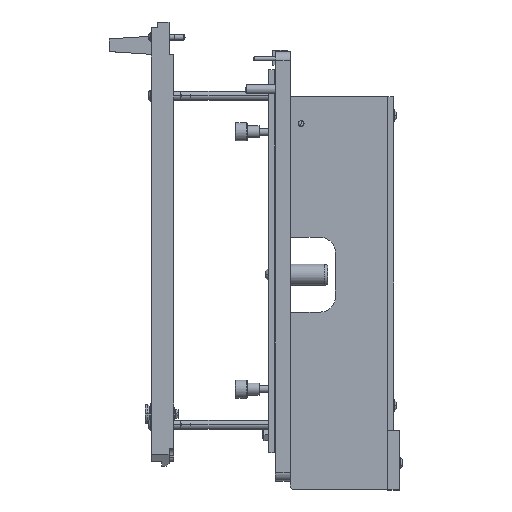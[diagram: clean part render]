
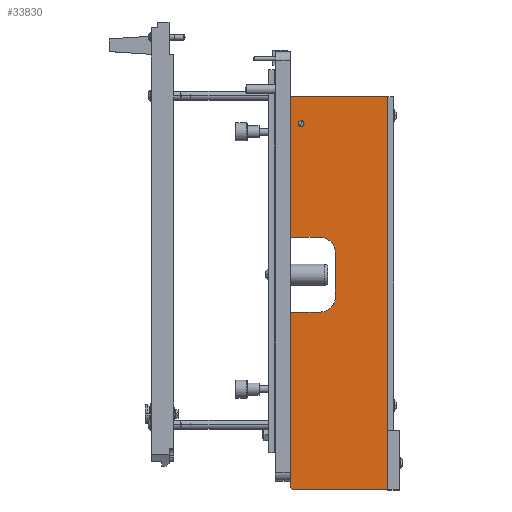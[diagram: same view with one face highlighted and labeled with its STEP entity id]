
A CAD part, left-side view. The second image highlights one B-rep face of the part: STEP entity #33830.
In plain terms, the highlighted face is planar.
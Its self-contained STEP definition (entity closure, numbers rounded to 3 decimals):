
#843 = AXIS2_PLACEMENT_3D ( 'NONE', #26628, #11483, #8007 ) ;
#1000 = VECTOR ( 'NONE', #27986, 1000. ) ;
#1675 = VECTOR ( 'NONE', #36563, 1000. ) ;
#2759 = EDGE_CURVE ( 'NONE', #23119, #16131, #38245, .T. ) ;
#3089 = EDGE_CURVE ( 'NONE', #21778, #23119, #37240, .T. ) ;
#3193 = VERTEX_POINT ( 'NONE', #13542 ) ;
#4699 = CARTESIAN_POINT ( 'NONE',  ( 5., 65., 131.5 ) ) ;
#5272 = EDGE_CURVE ( 'NONE', #20995, #21778, #7284, .T. ) ;
#5299 = CARTESIAN_POINT ( 'NONE',  ( 5., 63.845, 131.5 ) ) ;
#5419 = ORIENTED_EDGE ( 'NONE', *, *, #14115, .T. ) ;
#5830 = VECTOR ( 'NONE', #44038, 1000. ) ;
#6352 = DIRECTION ( 'NONE',  ( 0., -1., 0. ) ) ;
#6557 = CARTESIAN_POINT ( 'NONE',  ( 5., 35., -27.5 ) ) ;
#7284 = LINE ( 'NONE', #33593, #10873 ) ;
#8007 = DIRECTION ( 'NONE',  ( 0., 0., 1. ) ) ;
#8927 = CARTESIAN_POINT ( 'NONE',  ( 5., 57.9, -113.5 ) ) ;
#9281 = ORIENTED_EDGE ( 'NONE', *, *, #5272, .F. ) ;
#9781 = CARTESIAN_POINT ( 'NONE',  ( 5., 65., -37.5 ) ) ;
#10007 = LINE ( 'NONE', #24680, #1675 ) ;
#10010 = PLANE ( 'NONE',  #843 ) ;
#10873 = VECTOR ( 'NONE', #38046, 1000. ) ;
#11223 = CARTESIAN_POINT ( 'NONE',  ( 5., 65., 131.5 ) ) ;
#11483 = DIRECTION ( 'NONE',  ( -1., 0., 0. ) ) ;
#11806 = VERTEX_POINT ( 'NONE', #46437 ) ;
#12025 = CARTESIAN_POINT ( 'NONE',  ( 5., 45., 12.5 ) ) ;
#12042 = CARTESIAN_POINT ( 'NONE',  ( 5., 57.9, -115.5 ) ) ;
#12316 = DIRECTION ( 'NONE',  ( 1., 0., 0. ) ) ;
#12700 = ORIENTED_EDGE ( 'NONE', *, *, #21530, .F. ) ;
#13140 = DIRECTION ( 'NONE',  ( -1., 0., 0. ) ) ;
#13542 = CARTESIAN_POINT ( 'NONE',  ( 5., 45., -37.5 ) ) ;
#13705 = VECTOR ( 'NONE', #24440, 1000. ) ;
#13792 = LINE ( 'NONE', #41086, #38568 ) ;
#14115 = EDGE_CURVE ( 'NONE', #32777, #37743, #26956, .T. ) ;
#14516 = ORIENTED_EDGE ( 'NONE', *, *, #14838, .T. ) ;
#14554 = CARTESIAN_POINT ( 'NONE',  ( 5., 65., -131.5 ) ) ;
#14838 = EDGE_CURVE ( 'NONE', #38952, #11806, #10007, .T. ) ;
#15172 = AXIS2_PLACEMENT_3D ( 'NONE', #19195, #45515, #41538 ) ;
#16131 = VERTEX_POINT ( 'NONE', #6557 ) ;
#16247 = ORIENTED_EDGE ( 'NONE', *, *, #2759, .F. ) ;
#16618 = EDGE_CURVE ( 'NONE', #31283, #21881, #39624, .T. ) ;
#17063 = EDGE_CURVE ( 'NONE', #3193, #28268, #31887, .T. ) ;
#17753 = CARTESIAN_POINT ( 'NONE',  ( 5., 65., -37.5 ) ) ;
#18177 = DIRECTION ( 'NONE',  ( 0., 0., -1. ) ) ;
#19152 = CIRCLE ( 'NONE', #15172, 2. ) ;
#19186 = ORIENTED_EDGE ( 'NONE', *, *, #29807, .F. ) ;
#19195 = CARTESIAN_POINT ( 'NONE',  ( 5., 57.9, -113.5 ) ) ;
#19571 = ORIENTED_EDGE ( 'NONE', *, *, #43622, .F. ) ;
#19862 = DIRECTION ( 'NONE',  ( 0., -1., 0. ) ) ;
#20470 = CARTESIAN_POINT ( 'NONE',  ( 5., 35., 2.5 ) ) ;
#20637 = ORIENTED_EDGE ( 'NONE', *, *, #26985, .F. ) ;
#20722 = CARTESIAN_POINT ( 'NONE',  ( 5., 65., 131.5 ) ) ;
#20995 = VERTEX_POINT ( 'NONE', #35693 ) ;
#21397 = AXIS2_PLACEMENT_3D ( 'NONE', #8927, #13140, #28267 ) ;
#21530 = EDGE_CURVE ( 'NONE', #38233, #11806, #13792, .T. ) ;
#21778 = VERTEX_POINT ( 'NONE', #12025 ) ;
#21881 = VERTEX_POINT ( 'NONE', #5299 ) ;
#23119 = VERTEX_POINT ( 'NONE', #20470 ) ;
#23557 = LINE ( 'NONE', #4699, #46934 ) ;
#24440 = DIRECTION ( 'NONE',  ( 0., 1., 0. ) ) ;
#24680 = CARTESIAN_POINT ( 'NONE',  ( 5., 0., 131.5 ) ) ;
#25012 = CARTESIAN_POINT ( 'NONE',  ( 5., 35., 2.5 ) ) ;
#26628 = CARTESIAN_POINT ( 'NONE',  ( 5., 65., 131.5 ) ) ;
#26956 = CIRCLE ( 'NONE', #21397, 2. ) ;
#26985 = EDGE_CURVE ( 'NONE', #28268, #38233, #33076, .T. ) ;
#27986 = DIRECTION ( 'NONE',  ( 0., -0.5, 0.866 ) ) ;
#28267 = DIRECTION ( 'NONE',  ( 0., 0., 1. ) ) ;
#28268 = VERTEX_POINT ( 'NONE', #17753 ) ;
#28870 = EDGE_CURVE ( 'NONE', #21881, #38952, #23557, .T. ) ;
#29807 = EDGE_CURVE ( 'NONE', #31283, #20995, #32590, .T. ) ;
#30695 = EDGE_LOOP ( 'NONE', ( #19186, #36987, #32958, #14516, #12700, #20637, #47663, #19571, #16247, #31315, #9281 ) ) ;
#31283 = VERTEX_POINT ( 'NONE', #48490 ) ;
#31315 = ORIENTED_EDGE ( 'NONE', *, *, #3089, .F. ) ;
#31423 = DIRECTION ( 'NONE',  ( 1., 0., 0. ) ) ;
#31887 = LINE ( 'NONE', #9781, #13705 ) ;
#32539 = CARTESIAN_POINT ( 'NONE',  ( 5., 0., 131.5 ) ) ;
#32590 = LINE ( 'NONE', #20722, #5830 ) ;
#32777 = VERTEX_POINT ( 'NONE', #36255 ) ;
#32958 = ORIENTED_EDGE ( 'NONE', *, *, #28870, .T. ) ;
#33076 = LINE ( 'NONE', #11223, #36418 ) ;
#33593 = CARTESIAN_POINT ( 'NONE',  ( 5., 65., 12.5 ) ) ;
#33830 = ADVANCED_FACE ( 'NONE', ( #48265, #41536 ), #10010, .F. ) ;
#34084 = AXIS2_PLACEMENT_3D ( 'NONE', #46334, #12316, #34397 ) ;
#34397 = DIRECTION ( 'NONE',  ( 0., 0., -1. ) ) ;
#35693 = CARTESIAN_POINT ( 'NONE',  ( 5., 65., 12.5 ) ) ;
#35884 = CARTESIAN_POINT ( 'NONE',  ( 5., 45., -27.5 ) ) ;
#36166 = DIRECTION ( 'NONE',  ( 0., 0., -1. ) ) ;
#36255 = CARTESIAN_POINT ( 'NONE',  ( 5., 57.9, -111.5 ) ) ;
#36418 = VECTOR ( 'NONE', #18177, 1000. ) ;
#36563 = DIRECTION ( 'NONE',  ( 0., 0., -1. ) ) ;
#36987 = ORIENTED_EDGE ( 'NONE', *, *, #16618, .T. ) ;
#37240 = CIRCLE ( 'NONE', #34084, 10. ) ;
#37743 = VERTEX_POINT ( 'NONE', #12042 ) ;
#38046 = DIRECTION ( 'NONE',  ( 0., -1., 0. ) ) ;
#38233 = VERTEX_POINT ( 'NONE', #14554 ) ;
#38245 = LINE ( 'NONE', #25012, #46762 ) ;
#38568 = VECTOR ( 'NONE', #6352, 1000. ) ;
#38952 = VERTEX_POINT ( 'NONE', #32539 ) ;
#39141 = CARTESIAN_POINT ( 'NONE',  ( 5., 65., 129.5 ) ) ;
#39476 = CIRCLE ( 'NONE', #45841, 10. ) ;
#39597 = DIRECTION ( 'NONE',  ( 0., 0., -1. ) ) ;
#39624 = LINE ( 'NONE', #39141, #1000 ) ;
#41086 = CARTESIAN_POINT ( 'NONE',  ( 5., 65., -131.5 ) ) ;
#41536 = FACE_OUTER_BOUND ( 'NONE', #30695, .T. ) ;
#41538 = DIRECTION ( 'NONE',  ( 0., 0., 1. ) ) ;
#43622 = EDGE_CURVE ( 'NONE', #16131, #3193, #39476, .T. ) ;
#44038 = DIRECTION ( 'NONE',  ( 0., 0., -1. ) ) ;
#45515 = DIRECTION ( 'NONE',  ( -1., 0., 0. ) ) ;
#45725 = ORIENTED_EDGE ( 'NONE', *, *, #47309, .T. ) ;
#45841 = AXIS2_PLACEMENT_3D ( 'NONE', #35884, #31423, #39597 ) ;
#46334 = CARTESIAN_POINT ( 'NONE',  ( 5., 45., 2.5 ) ) ;
#46437 = CARTESIAN_POINT ( 'NONE',  ( 5., 0., -131.5 ) ) ;
#46762 = VECTOR ( 'NONE', #36166, 1000. ) ;
#46934 = VECTOR ( 'NONE', #19862, 1000. ) ;
#47060 = EDGE_LOOP ( 'NONE', ( #5419, #45725 ) ) ;
#47309 = EDGE_CURVE ( 'NONE', #37743, #32777, #19152, .T. ) ;
#47663 = ORIENTED_EDGE ( 'NONE', *, *, #17063, .F. ) ;
#48265 = FACE_BOUND ( 'NONE', #47060, .T. ) ;
#48490 = CARTESIAN_POINT ( 'NONE',  ( 5., 65., 129.5 ) ) ;
